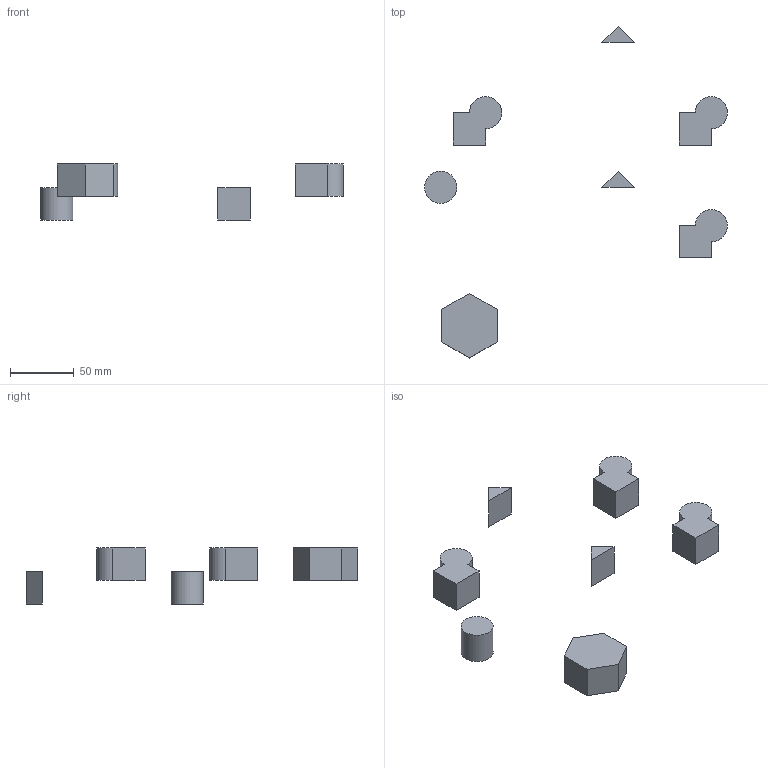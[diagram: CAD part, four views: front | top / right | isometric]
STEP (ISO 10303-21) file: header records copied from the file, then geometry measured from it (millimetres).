
FILE_DESCRIPTION(/* description */ ('','CAx-IF Rec.Pracs.---Representation and Presentation of Product Manufacturing Information (PMI)---4.0---2014-10-13'),/* implementation_level */ '2;1');
FILE_NAME(/* name */ 'Component Test v8.step',/* time_stamp */ '2024-12-26T01:01:32-06:00',/* author */ (''),/* organization */ (''),/* preprocessor_version */ 'ST-DEVELOPER v20',/* originating_system */ 'Autodesk Translation Framework v13.20.0.188',/* authorisation */ '');
FILE_SCHEMA (('AP242_MANAGED_MODEL_BASED_3D_ENGINEERING_MIM_LF { 1 0 10303 442 1 1 4 }'));
Length unit declared in the file: inch
Products named in the file (6): Component Test; Cylinder; Linked Component Test; Cube; Component4; Triangle
Assembly tree (8 placements, depth 3):
  Component Test
    Cube  x2
    Cylinder
      Triangle
      Cube
    Linked Component Test
    Component4
      Triangle
Bounding box: 238.55 x 261.39 x 44.1 mm (x, y, z)
Volume: 141758.3 mm3; surface area: 30541.8 mm2
Topology: 7 solids, 7 shells, 42 faces, 84 edges, 56 vertices
Faces by surface type: plane 38, cylinder 4
Full cylindrical faces by diameter (mm): 25.4 x1
Entity records: 767 total; most frequent: DIRECTION 123, CARTESIAN_POINT 112, ORIENTED_EDGE 90, EDGE_CURVE 45, LINE 41, VECTOR 41, AXIS2_PLACEMENT_3D 41, VERTEX_POINT 30
